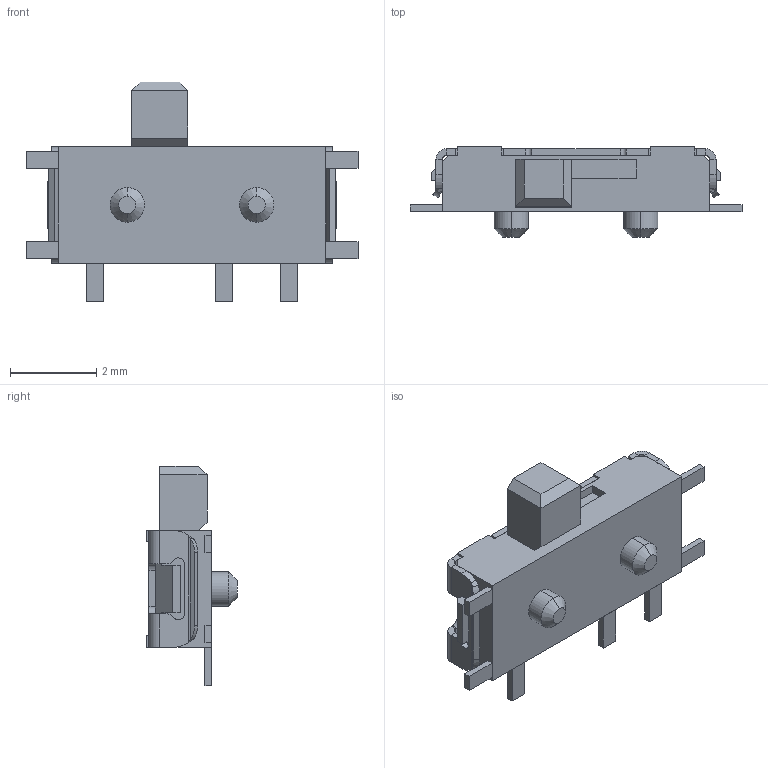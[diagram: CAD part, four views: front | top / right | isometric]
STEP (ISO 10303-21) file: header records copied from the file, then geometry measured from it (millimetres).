
FILE_DESCRIPTION (( 'STEP AP214' ), '1' );
FILE_NAME ('MLL1200S-zeljko.STEP', '2019-08-26T12:33:50', ( '' ), ( '' ), 'SwSTEP 2.0', 'SolidWorks 2017', '' );
FILE_SCHEMA (( 'AUTOMOTIVE_DESIGN' ));
Length unit declared in the file: millimetre
Products named in the file (1): MLL1200S-zeljko
Bounding box: 7.7 x 2.1 x 5.1 mm (x, y, z)
Volume: 26.6 mm3; surface area: 118.4 mm2
Topology: 9 solids, 9 shells, 244 faces, 597 edges, 369 vertices
Faces by surface type: plane 178, cylinder 58, cone 4, bspline 4
Entity records: 7163 total; most frequent: CARTESIAN_POINT 1279, ORIENTED_EDGE 1194, DIRECTION 1175, EDGE_CURVE 597, VECTOR 469, LINE 469, VERTEX_POINT 369, AXIS2_PLACEMENT_3D 353
